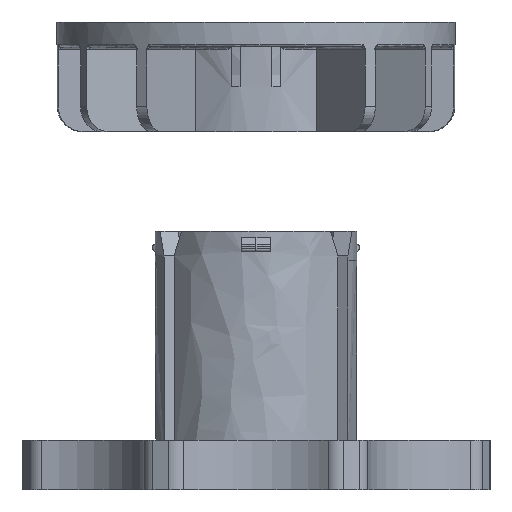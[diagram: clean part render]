
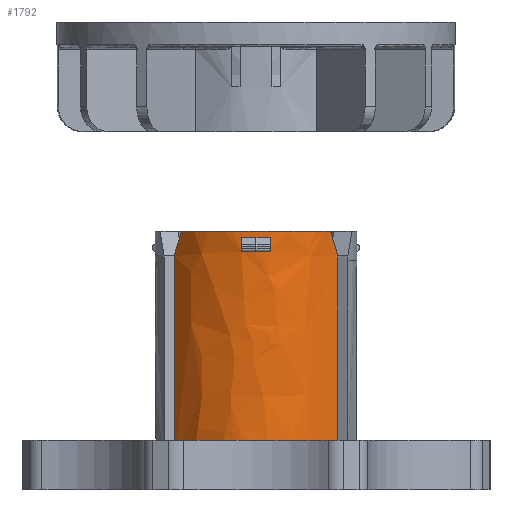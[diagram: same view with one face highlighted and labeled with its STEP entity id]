
A CAD part, front view. The second image highlights one B-rep face of the part: STEP entity #1792.
In plain terms, the highlighted free-form (B-spline) face has degree [2, 1] with [3, 2] control points.
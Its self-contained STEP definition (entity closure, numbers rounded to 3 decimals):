
#972 = VERTEX_POINT('',#973);
#973 = CARTESIAN_POINT('',(-24.567,-14.184,5.603
    ));
#1205 = EDGE_CURVE('',#972,#1206,#1208,.T.);
#1206 = VERTEX_POINT('',#1207);
#1207 = CARTESIAN_POINT('',(24.567,-14.184,
    5.603));
#1208 = ( BOUNDED_CURVE() B_SPLINE_CURVE(2,(#1209,#1210,#1211),
.UNSPECIFIED.,.F.,.F.) B_SPLINE_CURVE_WITH_KNOTS((3,3),(3.665,
5.76),.PIECEWISE_BEZIER_KNOTS.) CURVE() 
GEOMETRIC_REPRESENTATION_ITEM() RATIONAL_B_SPLINE_CURVE((1.,
0.5,1.)) REPRESENTATION_ITEM('') );
#1209 = CARTESIAN_POINT('',(-24.567,-14.184,
    5.603));
#1210 = CARTESIAN_POINT('',(0.,-56.734,
    5.603));
#1211 = CARTESIAN_POINT('',(24.567,-14.184,
    5.603));
#1792 = ADVANCED_FACE('',(#1793,#1879),#1919,.T.);
#1793 = FACE_BOUND('',#1794,.T.);
#1794 = EDGE_LOOP('',(#1795,#1805,#1814,#1821,#1830,#1831,#1842,#1849,
    #1856,#1865,#1873));
#1795 = ORIENTED_EDGE('',*,*,#1796,.F.);
#1796 = EDGE_CURVE('',#1797,#1799,#1801,.T.);
#1797 = VERTEX_POINT('',#1798);
#1798 = CARTESIAN_POINT('',(-20.964,-19.11,
    72.844));
#1799 = VERTEX_POINT('',#1800);
#1800 = CARTESIAN_POINT('',(-4.062,-28.075,
    72.844));
#1801 = ( BOUNDED_CURVE() B_SPLINE_CURVE(2,(#1802,#1803,#1804),
.UNSPECIFIED.,.F.,.F.) B_SPLINE_CURVE_WITH_KNOTS((3,3),(3.881,
4.569),.PIECEWISE_BEZIER_KNOTS.) CURVE() 
GEOMETRIC_REPRESENTATION_ITEM() RATIONAL_B_SPLINE_CURVE((1.,
0.941,1.)) REPRESENTATION_ITEM('') );
#1802 = CARTESIAN_POINT('',(-20.964,-19.11,
    72.844));
#1803 = CARTESIAN_POINT('',(-14.119,-26.62,
    72.844));
#1804 = CARTESIAN_POINT('',(-4.062,-28.075,
    72.844));
#1805 = ORIENTED_EDGE('',*,*,#1806,.T.);
#1806 = EDGE_CURVE('',#1797,#1807,#1809,.T.);
#1807 = VERTEX_POINT('',#1808);
#1808 = CARTESIAN_POINT('',(-23.046,-16.541,
    65.84));
#1809 = B_SPLINE_CURVE_WITH_KNOTS('',3,(#1810,#1811,#1812,#1813),
  .UNSPECIFIED.,.F.,.F.,(4,4),(0.,7.82),
  .PIECEWISE_BEZIER_KNOTS.);
#1810 = CARTESIAN_POINT('',(-20.964,-19.11,
    72.844));
#1811 = CARTESIAN_POINT('',(-21.713,-18.288,
    70.514));
#1812 = CARTESIAN_POINT('',(-22.407,-17.431,
    68.178));
#1813 = CARTESIAN_POINT('',(-23.046,-16.541,
    65.84));
#1814 = ORIENTED_EDGE('',*,*,#1815,.F.);
#1815 = EDGE_CURVE('',#1816,#1807,#1818,.T.);
#1816 = VERTEX_POINT('',#1817);
#1817 = CARTESIAN_POINT('',(-23.046,-16.541,
    8.405));
#1818 = B_SPLINE_CURVE_WITH_KNOTS('',1,(#1819,#1820),.UNSPECIFIED.,.F.,
  .F.,(2,2),(-4.,37.),.PIECEWISE_BEZIER_KNOTS.);
#1819 = CARTESIAN_POINT('',(-23.046,-16.541,
    8.405));
#1820 = CARTESIAN_POINT('',(-23.046,-16.541,
    65.84));
#1821 = ORIENTED_EDGE('',*,*,#1822,.T.);
#1822 = EDGE_CURVE('',#1816,#972,#1823,.T.);
#1823 = B_SPLINE_CURVE_WITH_KNOTS('',5,(#1824,#1825,#1826,#1827,#1828,
    #1829),.UNSPECIFIED.,.F.,.F.,(6,6),(0.,4.445),
  .PIECEWISE_BEZIER_KNOTS.);
#1824 = CARTESIAN_POINT('',(-23.046,-16.541,
    8.405));
#1825 = CARTESIAN_POINT('',(-23.046,-16.541,
    7.524));
#1826 = CARTESIAN_POINT('',(-23.248,-16.258,
    6.643));
#1827 = CARTESIAN_POINT('',(-23.656,-15.693,
    5.949));
#1828 = CARTESIAN_POINT('',(-24.126,-14.946,
    5.603));
#1829 = CARTESIAN_POINT('',(-24.567,-14.184,
    5.603));
#1830 = ORIENTED_EDGE('',*,*,#1205,.T.);
#1831 = ORIENTED_EDGE('',*,*,#1832,.F.);
#1832 = EDGE_CURVE('',#1833,#1206,#1835,.T.);
#1833 = VERTEX_POINT('',#1834);
#1834 = CARTESIAN_POINT('',(23.046,-16.541,
    8.405));
#1835 = B_SPLINE_CURVE_WITH_KNOTS('',5,(#1836,#1837,#1838,#1839,#1840,
    #1841),.UNSPECIFIED.,.F.,.F.,(6,6),(0.,4.445),
  .PIECEWISE_BEZIER_KNOTS.);
#1836 = CARTESIAN_POINT('',(23.046,-16.541,
    8.405));
#1837 = CARTESIAN_POINT('',(23.046,-16.541,
    7.524));
#1838 = CARTESIAN_POINT('',(23.248,-16.258,
    6.643));
#1839 = CARTESIAN_POINT('',(23.656,-15.693,
    5.949));
#1840 = CARTESIAN_POINT('',(24.126,-14.946,5.603
    ));
#1841 = CARTESIAN_POINT('',(24.567,-14.184,
    5.603));
#1842 = ORIENTED_EDGE('',*,*,#1843,.T.);
#1843 = EDGE_CURVE('',#1833,#1844,#1846,.T.);
#1844 = VERTEX_POINT('',#1845);
#1845 = CARTESIAN_POINT('',(23.046,-16.541,
    64.439));
#1846 = B_SPLINE_CURVE_WITH_KNOTS('',1,(#1847,#1848),.UNSPECIFIED.,.F.,
  .F.,(2,2),(-4.,36.),.PIECEWISE_BEZIER_KNOTS.);
#1847 = CARTESIAN_POINT('',(23.046,-16.541,
    8.405));
#1848 = CARTESIAN_POINT('',(23.046,-16.541,
    64.439));
#1849 = ORIENTED_EDGE('',*,*,#1850,.T.);
#1850 = EDGE_CURVE('',#1844,#1851,#1853,.T.);
#1851 = VERTEX_POINT('',#1852);
#1852 = CARTESIAN_POINT('',(23.046,-16.541,
    65.84));
#1853 = B_SPLINE_CURVE_WITH_KNOTS('',1,(#1854,#1855),.UNSPECIFIED.,.F.,
  .F.,(2,2),(36.,37.),.PIECEWISE_BEZIER_KNOTS.);
#1854 = CARTESIAN_POINT('',(23.046,-16.541,
    64.439));
#1855 = CARTESIAN_POINT('',(23.046,-16.541,
    65.84));
#1856 = ORIENTED_EDGE('',*,*,#1857,.F.);
#1857 = EDGE_CURVE('',#1858,#1851,#1860,.T.);
#1858 = VERTEX_POINT('',#1859);
#1859 = CARTESIAN_POINT('',(20.964,-19.11,
    72.844));
#1860 = B_SPLINE_CURVE_WITH_KNOTS('',3,(#1861,#1862,#1863,#1864),
  .UNSPECIFIED.,.F.,.F.,(4,4),(0.,7.82),
  .PIECEWISE_BEZIER_KNOTS.);
#1861 = CARTESIAN_POINT('',(20.964,-19.11,
    72.844));
#1862 = CARTESIAN_POINT('',(21.713,-18.288,
    70.514));
#1863 = CARTESIAN_POINT('',(22.407,-17.431,
    68.178));
#1864 = CARTESIAN_POINT('',(23.046,-16.541,
    65.84));
#1865 = ORIENTED_EDGE('',*,*,#1866,.F.);
#1866 = EDGE_CURVE('',#1867,#1858,#1869,.T.);
#1867 = VERTEX_POINT('',#1868);
#1868 = CARTESIAN_POINT('',(4.062,-28.075,
    72.844));
#1869 = ( BOUNDED_CURVE() B_SPLINE_CURVE(2,(#1870,#1871,#1872),
.UNSPECIFIED.,.F.,.F.) B_SPLINE_CURVE_WITH_KNOTS((3,3),(4.856,
5.544),.PIECEWISE_BEZIER_KNOTS.) CURVE() 
GEOMETRIC_REPRESENTATION_ITEM() RATIONAL_B_SPLINE_CURVE((1.,
0.941,1.)) REPRESENTATION_ITEM('') );
#1870 = CARTESIAN_POINT('',(4.062,-28.075,
    72.844));
#1871 = CARTESIAN_POINT('',(14.119,-26.62,
    72.844));
#1872 = CARTESIAN_POINT('',(20.964,-19.11,
    72.844));
#1873 = ORIENTED_EDGE('',*,*,#1874,.F.);
#1874 = EDGE_CURVE('',#1799,#1867,#1875,.T.);
#1875 = ( BOUNDED_CURVE() B_SPLINE_CURVE(2,(#1876,#1877,#1878),
.UNSPECIFIED.,.F.,.F.) B_SPLINE_CURVE_WITH_KNOTS((3,3),(4.569,
4.856),.PIECEWISE_BEZIER_KNOTS.) CURVE() 
GEOMETRIC_REPRESENTATION_ITEM() RATIONAL_B_SPLINE_CURVE((1.,
0.99,1.)) REPRESENTATION_ITEM('') );
#1876 = CARTESIAN_POINT('',(-4.062,-28.075,
    72.844));
#1877 = CARTESIAN_POINT('',(0.,-28.663,
    72.844));
#1878 = CARTESIAN_POINT('',(4.062,-28.075,
    72.844));
#1879 = FACE_BOUND('',#1880,.T.);
#1880 = EDGE_LOOP('',(#1881,#1891,#1898,#1906,#1914));
#1881 = ORIENTED_EDGE('',*,*,#1882,.F.);
#1882 = EDGE_CURVE('',#1883,#1885,#1887,.T.);
#1883 = VERTEX_POINT('',#1884);
#1884 = CARTESIAN_POINT('',(-4.062,-28.075,
    67.031));
#1885 = VERTEX_POINT('',#1886);
#1886 = CARTESIAN_POINT('',(4.062,-28.075,
    67.031));
#1887 = ( BOUNDED_CURVE() B_SPLINE_CURVE(2,(#1888,#1889,#1890),
.UNSPECIFIED.,.F.,.F.) B_SPLINE_CURVE_WITH_KNOTS((3,3),(4.569,
4.856),.PIECEWISE_BEZIER_KNOTS.) CURVE() 
GEOMETRIC_REPRESENTATION_ITEM() RATIONAL_B_SPLINE_CURVE((1.,
0.99,1.)) REPRESENTATION_ITEM('') );
#1888 = CARTESIAN_POINT('',(-4.062,-28.075,
    67.031));
#1889 = CARTESIAN_POINT('',(0.,-28.663,
    67.031));
#1890 = CARTESIAN_POINT('',(4.062,-28.075,
    67.031));
#1891 = ORIENTED_EDGE('',*,*,#1892,.T.);
#1892 = EDGE_CURVE('',#1883,#1893,#1895,.T.);
#1893 = VERTEX_POINT('',#1894);
#1894 = CARTESIAN_POINT('',(-4.062,-28.075,
    71.013));
#1895 = B_SPLINE_CURVE_WITH_KNOTS('',1,(#1896,#1897),.UNSPECIFIED.,.F.,
  .F.,(2,2),(37.85,40.693),.PIECEWISE_BEZIER_KNOTS.);
#1896 = CARTESIAN_POINT('',(-4.062,-28.075,
    67.031));
#1897 = CARTESIAN_POINT('',(-4.062,-28.075,
    71.013));
#1898 = ORIENTED_EDGE('',*,*,#1899,.T.);
#1899 = EDGE_CURVE('',#1893,#1900,#1902,.T.);
#1900 = VERTEX_POINT('',#1901);
#1901 = CARTESIAN_POINT('',(0.,-28.367,
    71.013));
#1902 = ( BOUNDED_CURVE() B_SPLINE_CURVE(2,(#1903,#1904,#1905),
.UNSPECIFIED.,.F.,.F.) B_SPLINE_CURVE_WITH_KNOTS((3,3),(4.569,
4.712),.PIECEWISE_BEZIER_KNOTS.) CURVE() 
GEOMETRIC_REPRESENTATION_ITEM() RATIONAL_B_SPLINE_CURVE((1.,
0.997,1.)) REPRESENTATION_ITEM('') );
#1903 = CARTESIAN_POINT('',(-4.062,-28.075,
    71.013));
#1904 = CARTESIAN_POINT('',(-2.042,-28.367,
    71.013));
#1905 = CARTESIAN_POINT('',(0.,-28.367,
    71.013));
#1906 = ORIENTED_EDGE('',*,*,#1907,.T.);
#1907 = EDGE_CURVE('',#1900,#1908,#1910,.T.);
#1908 = VERTEX_POINT('',#1909);
#1909 = CARTESIAN_POINT('',(4.062,-28.075,
    71.013));
#1910 = ( BOUNDED_CURVE() B_SPLINE_CURVE(2,(#1911,#1912,#1913),
.UNSPECIFIED.,.F.,.F.) B_SPLINE_CURVE_WITH_KNOTS((3,3),(4.712,
4.856),.PIECEWISE_BEZIER_KNOTS.) CURVE() 
GEOMETRIC_REPRESENTATION_ITEM() RATIONAL_B_SPLINE_CURVE((1.,
0.997,1.)) REPRESENTATION_ITEM('') );
#1911 = CARTESIAN_POINT('',(0.,-28.367,
    71.013));
#1912 = CARTESIAN_POINT('',(2.042,-28.367,
    71.013));
#1913 = CARTESIAN_POINT('',(4.062,-28.075,
    71.013));
#1914 = ORIENTED_EDGE('',*,*,#1915,.F.);
#1915 = EDGE_CURVE('',#1885,#1908,#1916,.T.);
#1916 = B_SPLINE_CURVE_WITH_KNOTS('',1,(#1917,#1918),.UNSPECIFIED.,.F.,
  .F.,(2,2),(37.85,40.693),.PIECEWISE_BEZIER_KNOTS.);
#1917 = CARTESIAN_POINT('',(4.062,-28.075,
    67.031));
#1918 = CARTESIAN_POINT('',(4.062,-28.075,
    71.013));
#1919 = ( BOUNDED_SURFACE() B_SPLINE_SURFACE(2,1,(
    (#1920,#1921)
    ,(#1922,#1923)
    ,(#1924,#1925
)),.UNSPECIFIED.,.F.,.F.,.F.) B_SPLINE_SURFACE_WITH_KNOTS((3,3),(2,2),(
    3.665,5.76),(-27.,21.),
.PIECEWISE_BEZIER_KNOTS.) GEOMETRIC_REPRESENTATION_ITEM() 
RATIONAL_B_SPLINE_SURFACE((
    (1.,1.)
    ,(0.5,0.5)
,(1.,1.))) REPRESENTATION_ITEM('') SURFACE() );
#1920 = CARTESIAN_POINT('',(-24.567,-14.184,
    5.603));
#1921 = CARTESIAN_POINT('',(-24.567,-14.184,
    72.844));
#1922 = CARTESIAN_POINT('',(0.,-56.734,
    5.603));
#1923 = CARTESIAN_POINT('',(0.,-56.734,
    72.844));
#1924 = CARTESIAN_POINT('',(24.567,-14.184,
    5.603));
#1925 = CARTESIAN_POINT('',(24.567,-14.184,
    72.844));
